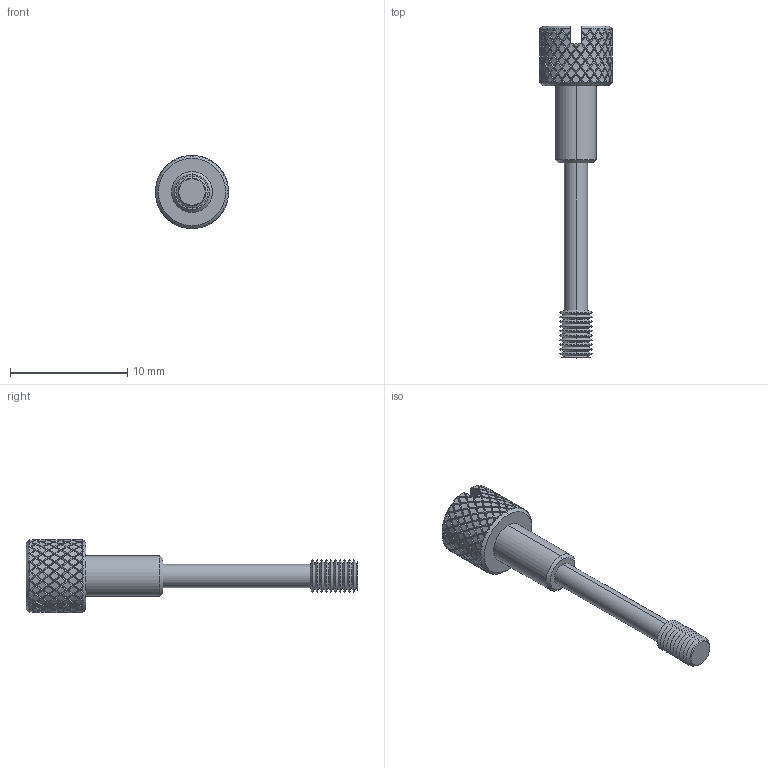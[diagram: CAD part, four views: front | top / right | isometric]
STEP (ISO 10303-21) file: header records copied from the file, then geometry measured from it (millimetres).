
FILE_DESCRIPTION (( 'STEP AP214' ), '1' );
FILE_NAME ('DSK00001.STEP', '2018-05-09T12:25:25', ( '' ), ( '' ), 'SwSTEP 2.0', 'SolidWorks 2017', '' );
FILE_SCHEMA (( 'AUTOMOTIVE_DESIGN' ));
Length unit declared in the file: inch
Products named in the file (1): DSK00001
Bounding box: 6.22 x 28.27 x 6.22 mm (x, y, z)
Volume: 263.1 mm3; surface area: 386.6 mm2
Topology: 1 solids, 1 shells, 1237 faces, 2615 edges, 1383 vertices
Faces by surface type: bspline 932, cylinder 246, cone 50, plane 9
Entity records: 52191 total; most frequent: CARTESIAN_POINT 35816, ORIENTED_EDGE 5230, EDGE_CURVE 2615, VERTEX_POINT 1383, EDGE_LOOP 1240, FACE_OUTER_BOUND 1237, ADVANCED_FACE 1237, DIRECTION 962
